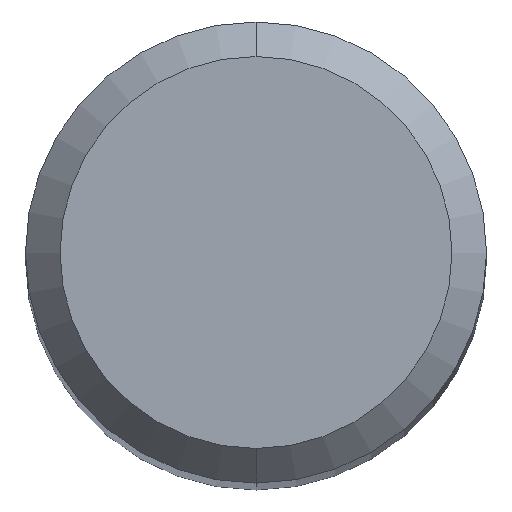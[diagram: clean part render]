
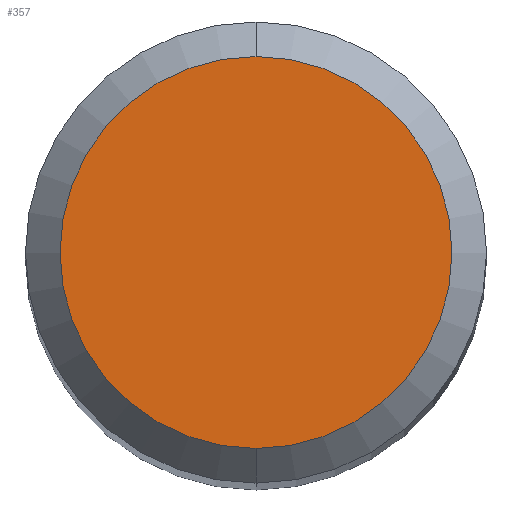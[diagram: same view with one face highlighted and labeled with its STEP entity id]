
A CAD part, top view. The second image highlights one B-rep face of the part: STEP entity #357.
In plain terms, the highlighted planar face has unit normal (0, 0, 1).
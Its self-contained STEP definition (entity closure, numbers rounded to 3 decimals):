
#193=VERTEX_POINT('',#502);
#203=EDGE_CURVE('',#339,#193,#513,.T.);
#297=EDGE_CURVE('',#193,#339,#616,.T.);
#339=VERTEX_POINT('',#659);
#357=ADVANCED_FACE('',(#679),#680,.T.);
#502=CARTESIAN_POINT('',(0.0,1.7,0.0));
#513=CIRCLE('',#875,1.7);
#616=CIRCLE('',#1122,1.7);
#659=CARTESIAN_POINT('',(0.,-1.7,0.0));
#679=FACE_OUTER_BOUND('',#1223,.T.);
#680=PLANE('',#1224);
#875=AXIS2_PLACEMENT_3D('',#1494,#1495,#1496);
#1122=AXIS2_PLACEMENT_3D('',#1602,#1603,#1604);
#1223=EDGE_LOOP('',(#1649,#1650));
#1224=AXIS2_PLACEMENT_3D('',#1651,#1652,#1653);
#1494=CARTESIAN_POINT('',(0.0,0.0,0.0));
#1495=DIRECTION('',(0.0,0.0,-1.0));
#1496=DIRECTION('',(0.0,1.0,0.0));
#1602=CARTESIAN_POINT('',(0.0,0.0,0.0));
#1603=DIRECTION('',(0.0,0.0,-1.0));
#1604=DIRECTION('',(0.0,1.0,0.0));
#1649=ORIENTED_EDGE('',*,*,#297,.F.);
#1650=ORIENTED_EDGE('',*,*,#203,.F.);
#1651=CARTESIAN_POINT('',(0.0,0.85,0.0));
#1652=DIRECTION('',(-0.0,0.0,1.0));
#1653=DIRECTION('',(0.0,-1.0,0.0));
